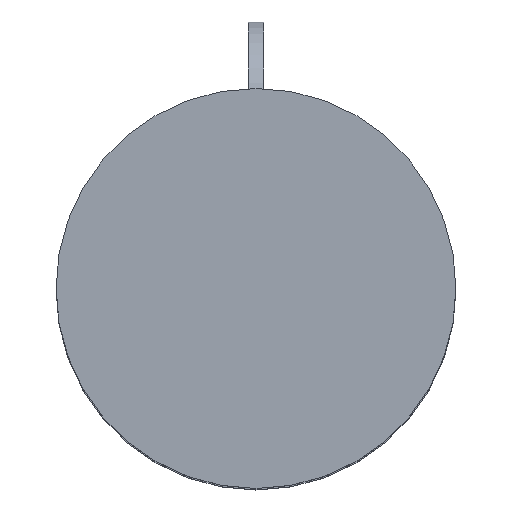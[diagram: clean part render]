
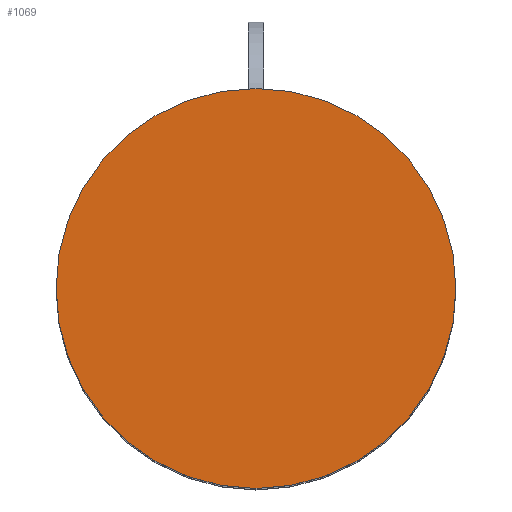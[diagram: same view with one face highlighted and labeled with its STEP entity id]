
A CAD part, top view. The second image highlights one B-rep face of the part: STEP entity #1069.
In plain terms, the highlighted planar face has unit normal (0, 0, 1).
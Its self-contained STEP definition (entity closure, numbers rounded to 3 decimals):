
#91 = EDGE_LOOP ( 'NONE', ( #889, #737 ) ) ;
#118 = AXIS2_PLACEMENT_3D ( 'NONE', #836, #253, #497 ) ;
#131 = EDGE_CURVE ( 'Defeatured_0_14+Defeatured_0_6+Defeatured_0_6+Defeatured_0_6', #714, #1336, #774, .T. ) ;
#253 = DIRECTION ( 'NONE',  ( 0., 0., 1. ) ) ;
#315 = CARTESIAN_POINT ( 'NONE',  ( 0., 0., 280. ) ) ;
#349 = PLANE ( 'NONE',  #701 ) ;
#464 = CARTESIAN_POINT ( 'NONE',  ( 0., 0., 280. ) ) ;
#497 = DIRECTION ( 'NONE',  ( 1., 0., 0. ) ) ;
#552 = DIRECTION ( 'NONE',  ( 1., 0., 0. ) ) ;
#586 = FACE_OUTER_BOUND ( 'NONE', #91, .T. ) ;
#701 = AXIS2_PLACEMENT_3D ( 'NONE', #464, #908, #910 ) ;
#714 = VERTEX_POINT ( 'NONE', #1246 ) ;
#737 = ORIENTED_EDGE ( 'NONE', *, *, #131, .T. ) ;
#774 = CIRCLE ( 'NONE', #118, 125. ) ;
#810 = AXIS2_PLACEMENT_3D ( 'NONE', #315, #1207, #552 ) ;
#836 = CARTESIAN_POINT ( 'NONE',  ( 0., 0., 280. ) ) ;
#857 = CARTESIAN_POINT ( 'NONE',  ( 125., 0., 280. ) ) ;
#889 = ORIENTED_EDGE ( 'NONE', *, *, #984, .T. ) ;
#908 = DIRECTION ( 'NONE',  ( 0., 0., 1. ) ) ;
#910 = DIRECTION ( 'NONE',  ( 1., 0., 0. ) ) ;
#984 = EDGE_CURVE ( 'Defeatured_0_14+Defeatured_0_6+Defeatured_0_6+Defeatured_0_6', #1336, #714, #1074, .T. ) ;
#1069 = ADVANCED_FACE ( 'Defeatured_0_14', ( #586 ), #349, .T. ) ;
#1074 = CIRCLE ( 'NONE', #810, 125. ) ;
#1207 = DIRECTION ( 'NONE',  ( 0., 0., 1. ) ) ;
#1246 = CARTESIAN_POINT ( 'NONE',  ( -125., 0., 280. ) ) ;
#1336 = VERTEX_POINT ( 'NONE', #857 ) ;
